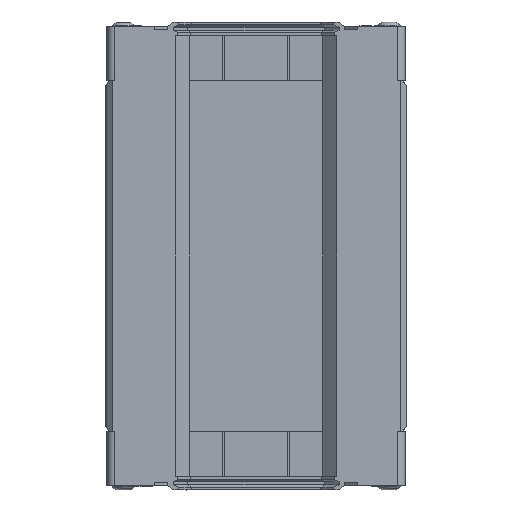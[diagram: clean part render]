
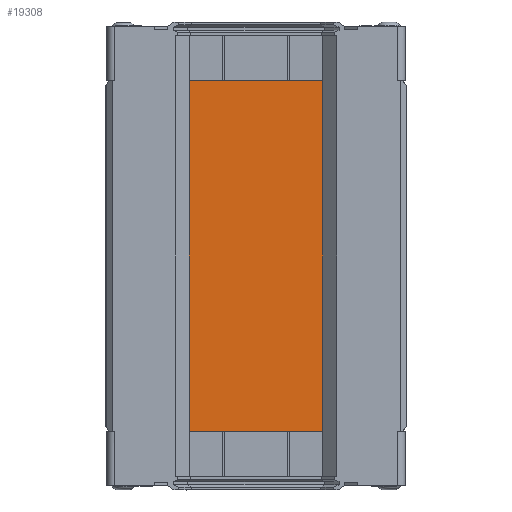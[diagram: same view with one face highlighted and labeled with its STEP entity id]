
A CAD part, front view. The second image highlights one B-rep face of the part: STEP entity #19308.
In plain terms, the highlighted planar face has unit normal (0, -1, 0).
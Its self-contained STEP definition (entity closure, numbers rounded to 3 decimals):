
#243=LINE('',#27074,#2401);
#284=LINE('',#27157,#2442);
#359=LINE('',#27383,#2517);
#367=LINE('',#27461,#2525);
#408=LINE('',#27544,#2566);
#483=LINE('',#27773,#2641);
#533=LINE('',#27929,#2691);
#534=LINE('',#27930,#2692);
#535=LINE('',#27932,#2693);
#536=LINE('',#27934,#2694);
#537=LINE('',#27935,#2695);
#538=LINE('',#27936,#2696);
#2401=VECTOR('',#21913,15.);
#2442=VECTOR('',#21982,15.);
#2517=VECTOR('',#22161,44.2);
#2525=VECTOR('',#22245,15.);
#2566=VECTOR('',#22314,15.);
#2641=VECTOR('',#22497,44.2);
#2691=VECTOR('',#22637,146.);
#2692=VECTOR('',#22638,0.649);
#2693=VECTOR('',#22639,0.649);
#2694=VECTOR('',#22640,146.);
#2695=VECTOR('',#22641,0.649);
#2696=VECTOR('',#22642,0.649);
#5028=FACE_OUTER_BOUND('',#6170,.T.);
#6170=EDGE_LOOP('',(#12706,#12707,#12708,#12709,#12710,#12711,#12712,#12713,
#12714,#12715,#12716,#12717));
#7587=VERTEX_POINT('',#27071);
#7588=VERTEX_POINT('',#27073);
#7615=VERTEX_POINT('',#27155);
#7616=VERTEX_POINT('',#27156);
#7710=VERTEX_POINT('',#27458);
#7711=VERTEX_POINT('',#27460);
#7738=VERTEX_POINT('',#27542);
#7739=VERTEX_POINT('',#27543);
#7863=VERTEX_POINT('',#27927);
#7864=VERTEX_POINT('',#27928);
#7865=VERTEX_POINT('',#27931);
#7866=VERTEX_POINT('',#27933);
#9333=EDGE_CURVE('',#7588,#7587,#243,.T.);
#9374=EDGE_CURVE('',#7615,#7616,#284,.T.);
#9472=EDGE_CURVE('',#7588,#7615,#359,.T.);
#9503=EDGE_CURVE('',#7711,#7710,#367,.T.);
#9544=EDGE_CURVE('',#7738,#7739,#408,.T.);
#9643=EDGE_CURVE('',#7738,#7711,#483,.T.);
#9712=EDGE_CURVE('',#7863,#7864,#533,.T.);
#9713=EDGE_CURVE('',#7616,#7864,#534,.T.);
#9714=EDGE_CURVE('',#7865,#7587,#535,.T.);
#9715=EDGE_CURVE('',#7866,#7865,#536,.T.);
#9716=EDGE_CURVE('',#7739,#7866,#537,.T.);
#9717=EDGE_CURVE('',#7863,#7710,#538,.T.);
#12706=ORIENTED_EDGE('',*,*,#9712,.T.);
#12707=ORIENTED_EDGE('',*,*,#9713,.F.);
#12708=ORIENTED_EDGE('',*,*,#9374,.F.);
#12709=ORIENTED_EDGE('',*,*,#9472,.F.);
#12710=ORIENTED_EDGE('',*,*,#9333,.T.);
#12711=ORIENTED_EDGE('',*,*,#9714,.F.);
#12712=ORIENTED_EDGE('',*,*,#9715,.F.);
#12713=ORIENTED_EDGE('',*,*,#9716,.F.);
#12714=ORIENTED_EDGE('',*,*,#9544,.F.);
#12715=ORIENTED_EDGE('',*,*,#9643,.T.);
#12716=ORIENTED_EDGE('',*,*,#9503,.T.);
#12717=ORIENTED_EDGE('',*,*,#9717,.F.);
#17369=PLANE('',#20505);
#19308=ADVANCED_FACE('',(#5028),#17369,.F.);
#20505=AXIS2_PLACEMENT_3D('',#27926,#22635,#22636);
#21913=DIRECTION('',(0.,0.,1.));
#21982=DIRECTION('',(0.,0.,1.));
#22161=DIRECTION('',(1.,0.,0.));
#22245=DIRECTION('',(0.,0.,-1.));
#22314=DIRECTION('',(0.,0.,-1.));
#22497=DIRECTION('',(1.,0.,0.));
#22635=DIRECTION('center_axis',(0.,1.,0.));
#22636=DIRECTION('ref_axis',(0.,0.,1.));
#22637=DIRECTION('',(0.,0.,1.));
#22638=DIRECTION('',(1.,0.,0.));
#22639=DIRECTION('',(1.,0.,0.));
#22640=DIRECTION('',(0.,0.,1.));
#22641=DIRECTION('',(-1.,0.,0.));
#22642=DIRECTION('',(-1.,0.,0.));
#27071=CARTESIAN_POINT('',(-22.1,7.1,73.));
#27073=CARTESIAN_POINT('',(-22.1,7.1,58.));
#27074=CARTESIAN_POINT('',(-22.1,7.1,58.));
#27155=CARTESIAN_POINT('',(22.1,7.1,58.));
#27156=CARTESIAN_POINT('',(22.1,7.1,73.));
#27157=CARTESIAN_POINT('',(22.1,7.1,58.));
#27383=CARTESIAN_POINT('',(-22.749,7.1,58.));
#27458=CARTESIAN_POINT('',(22.1,7.1,-73.));
#27460=CARTESIAN_POINT('',(22.1,7.1,-58.));
#27461=CARTESIAN_POINT('',(22.1,7.1,-58.));
#27542=CARTESIAN_POINT('',(-22.1,7.1,-58.));
#27543=CARTESIAN_POINT('',(-22.1,7.1,-73.));
#27544=CARTESIAN_POINT('',(-22.1,7.1,-58.));
#27773=CARTESIAN_POINT('',(-22.749,7.1,-58.));
#27926=CARTESIAN_POINT('Origin',(22.749,7.1,58.));
#27927=CARTESIAN_POINT('',(22.749,7.1,-73.));
#27928=CARTESIAN_POINT('',(22.749,7.1,73.));
#27929=CARTESIAN_POINT('',(22.749,7.1,58.));
#27930=CARTESIAN_POINT('',(0.111,7.1,73.));
#27931=CARTESIAN_POINT('',(-22.749,7.1,73.));
#27932=CARTESIAN_POINT('',(0.111,7.1,73.));
#27933=CARTESIAN_POINT('',(-22.749,7.1,-73.));
#27934=CARTESIAN_POINT('',(-22.749,7.1,58.));
#27935=CARTESIAN_POINT('',(0.111,7.1,-73.));
#27936=CARTESIAN_POINT('',(0.111,7.1,-73.));
